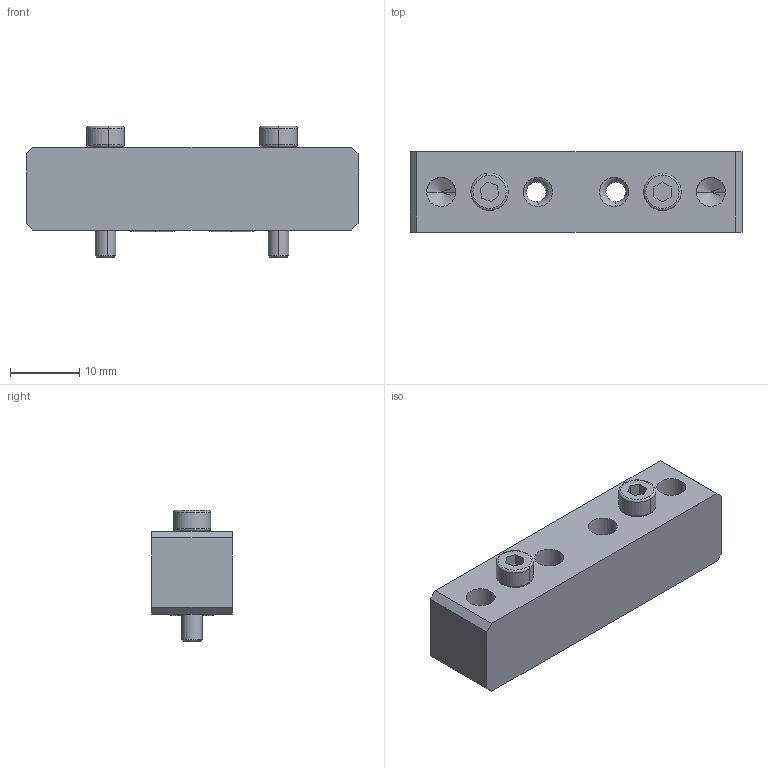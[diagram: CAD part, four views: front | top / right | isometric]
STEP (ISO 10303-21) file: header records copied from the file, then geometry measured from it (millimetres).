
FILE_DESCRIPTION (( 'STEP AP203' ), '1' );
FILE_NAME ('P1030.STEP', '2019-09-13T10:26:08', ( 'RSPlokal' ), ( 'Microsoft' ), 'SwSTEP 2.0', 'SolidWorks 2017', '' );
FILE_SCHEMA (( 'CONFIG_CONTROL_DESIGN' ));
Length unit declared in the file: millimetre
Products named in the file (1): P1030
Bounding box: 48 x 11.6 x 19 mm (x, y, z)
Volume: 6175.2 mm3; surface area: 4115.9 mm2
Topology: 5 solids, 5 shells, 88 faces, 204 edges, 124 vertices
Faces by surface type: plane 34, cylinder 30, torus 16, cone 8
Entity records: 2689 total; most frequent: CARTESIAN_POINT 551, DIRECTION 458, ORIENTED_EDGE 400, EDGE_CURVE 200, AXIS2_PLACEMENT_3D 179, VERTEX_POINT 124, EDGE_LOOP 106, VECTOR 100
